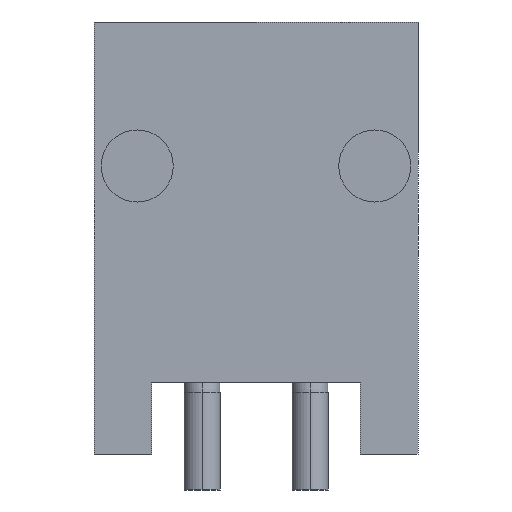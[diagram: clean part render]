
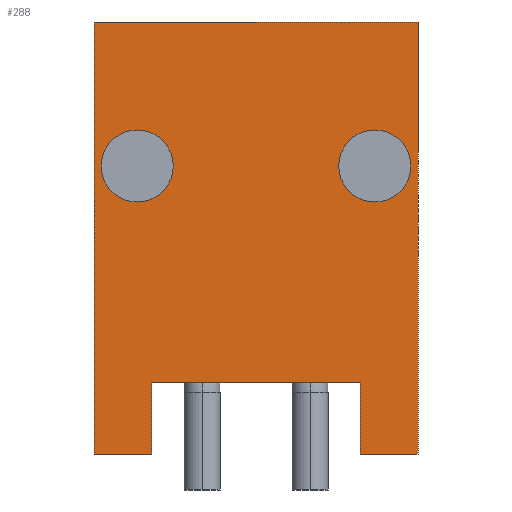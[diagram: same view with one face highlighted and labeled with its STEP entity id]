
A CAD part, front view. The second image highlights one B-rep face of the part: STEP entity #288.
In plain terms, the highlighted planar face has unit normal (0, -1, 0).
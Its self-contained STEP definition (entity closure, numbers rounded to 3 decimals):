
#37 = VERTEX_POINT ( 'NONE', #936 ) ;
#39 = EDGE_CURVE ( 'NONE', #40, #37, #935, .T. ) ;
#40 = VERTEX_POINT ( 'NONE', #930 ) ;
#57 = VERTEX_POINT ( 'NONE', #849 ) ;
#103 = VERTEX_POINT ( 'NONE', #862 ) ;
#105 = EDGE_CURVE ( 'NONE', #103, #106, #831, .T. ) ;
#106 = VERTEX_POINT ( 'NONE', #826 ) ;
#145 = VERTEX_POINT ( 'NONE', #1036 ) ;
#147 = EDGE_CURVE ( 'NONE', #167, #145, #1034, .T. ) ;
#167 = VERTEX_POINT ( 'NONE', #971 ) ;
#169 = EDGE_CURVE ( 'NONE', #170, #167, #970, .T. ) ;
#170 = VERTEX_POINT ( 'NONE', #966 ) ;
#288 = ADVANCED_FACE ( 'NONE', ( #1572, #1571, #1541 ), #1465, .F. ) ;
#289 = EDGE_LOOP ( 'NONE', ( #290, #291 ) ) ;
#290 = ORIENTED_EDGE ( 'NONE', *, *, #39, .T. ) ;
#291 = ORIENTED_EDGE ( 'NONE', *, *, #292, .T. ) ;
#292 = EDGE_CURVE ( 'NONE', #37, #40, #1460, .T. ) ;
#293 = EDGE_LOOP ( 'NONE', ( #294, #302, #304, #305, #308, #311, #313, #314 ) ) ;
#294 = ORIENTED_EDGE ( 'NONE', *, *, #295, .F. ) ;
#295 = EDGE_CURVE ( 'NONE', #296, #145, #1455, .T. ) ;
#296 = VERTEX_POINT ( 'NONE', #1451 ) ;
#302 = ORIENTED_EDGE ( 'NONE', *, *, #303, .F. ) ;
#303 = EDGE_CURVE ( 'NONE', #430, #296, #1602, .T. ) ;
#304 = ORIENTED_EDGE ( 'NONE', *, *, #429, .T. ) ;
#305 = ORIENTED_EDGE ( 'NONE', *, *, #306, .T. ) ;
#306 = EDGE_CURVE ( 'NONE', #57, #307, #1594, .T. ) ;
#307 = VERTEX_POINT ( 'NONE', #1531 ) ;
#308 = ORIENTED_EDGE ( 'NONE', *, *, #309, .F. ) ;
#309 = EDGE_CURVE ( 'NONE', #310, #307, #1530, .T. ) ;
#310 = VERTEX_POINT ( 'NONE', #1526 ) ;
#311 = ORIENTED_EDGE ( 'NONE', *, *, #312, .F. ) ;
#312 = EDGE_CURVE ( 'NONE', #170, #310, #1525, .T. ) ;
#313 = ORIENTED_EDGE ( 'NONE', *, *, #169, .T. ) ;
#314 = ORIENTED_EDGE ( 'NONE', *, *, #147, .T. ) ;
#315 = EDGE_LOOP ( 'NONE', ( #316, #331 ) ) ;
#316 = ORIENTED_EDGE ( 'NONE', *, *, #330, .F. ) ;
#330 = EDGE_CURVE ( 'NONE', #106, #103, #1485, .T. ) ;
#331 = ORIENTED_EDGE ( 'NONE', *, *, #105, .F. ) ;
#429 = EDGE_CURVE ( 'NONE', #430, #57, #1806, .T. ) ;
#430 = VERTEX_POINT ( 'NONE', #1802 ) ;
#826 = CARTESIAN_POINT ( 'NONE',  ( 1.65, 0., 4.5 ) ) ;
#827 = DIRECTION ( 'NONE',  ( 0., 0., 1. ) ) ;
#828 = DIRECTION ( 'NONE',  ( 0., -1., 0. ) ) ;
#829 = CARTESIAN_POINT ( 'NONE',  ( 1.65, 0., 4. ) ) ;
#830 = AXIS2_PLACEMENT_3D ( 'NONE', #829, #828, #827 ) ;
#831 = CIRCLE ( 'NONE', #830, 0.5 ) ;
#849 = CARTESIAN_POINT ( 'NONE',  ( 1.45, 0., 1. ) ) ;
#862 = CARTESIAN_POINT ( 'NONE',  ( 1.65, 0., 3.5 ) ) ;
#930 = CARTESIAN_POINT ( 'NONE',  ( -1.65, 0., 4.5 ) ) ;
#931 = DIRECTION ( 'NONE',  ( 0., 0., -1. ) ) ;
#932 = DIRECTION ( 'NONE',  ( 0., 1., 0. ) ) ;
#933 = CARTESIAN_POINT ( 'NONE',  ( -1.65, 0., 4. ) ) ;
#934 = AXIS2_PLACEMENT_3D ( 'NONE', #933, #932, #931 ) ;
#935 = CIRCLE ( 'NONE', #934, 0.5 ) ;
#936 = CARTESIAN_POINT ( 'NONE',  ( -1.65, 0., 3.5 ) ) ;
#966 = CARTESIAN_POINT ( 'NONE',  ( 2.25, 0., 6. ) ) ;
#967 = DIRECTION ( 'NONE',  ( -1., 0., 0. ) ) ;
#968 = VECTOR ( 'NONE', #967, 1000. ) ;
#969 = CARTESIAN_POINT ( 'NONE',  ( 2.25, 0., 6. ) ) ;
#970 = LINE ( 'NONE', #969, #968 ) ;
#971 = CARTESIAN_POINT ( 'NONE',  ( -2.25, 0., 6. ) ) ;
#1031 = DIRECTION ( 'NONE',  ( 0., 0., -1. ) ) ;
#1032 = VECTOR ( 'NONE', #1031, 1000. ) ;
#1033 = CARTESIAN_POINT ( 'NONE',  ( -2.25, 0., 0. ) ) ;
#1034 = LINE ( 'NONE', #1033, #1032 ) ;
#1036 = CARTESIAN_POINT ( 'NONE',  ( -2.25, 0., 0. ) ) ;
#1451 = CARTESIAN_POINT ( 'NONE',  ( -1.45, 0., 0. ) ) ;
#1452 = DIRECTION ( 'NONE',  ( -1., 0., 0. ) ) ;
#1453 = VECTOR ( 'NONE', #1452, 1000. ) ;
#1454 = CARTESIAN_POINT ( 'NONE',  ( 2.25, 0., 0. ) ) ;
#1455 = LINE ( 'NONE', #1454, #1453 ) ;
#1456 = DIRECTION ( 'NONE',  ( 0., 0., -1. ) ) ;
#1457 = DIRECTION ( 'NONE',  ( 0., 1., 0. ) ) ;
#1458 = CARTESIAN_POINT ( 'NONE',  ( -1.65, 0., 4. ) ) ;
#1459 = AXIS2_PLACEMENT_3D ( 'NONE', #1458, #1457, #1456 ) ;
#1460 = CIRCLE ( 'NONE', #1459, 0.5 ) ;
#1461 = DIRECTION ( 'NONE',  ( 0., 0., 1. ) ) ;
#1462 = DIRECTION ( 'NONE',  ( 0., 1., 0. ) ) ;
#1463 = CARTESIAN_POINT ( 'NONE',  ( 2.25, 0., 0. ) ) ;
#1464 = AXIS2_PLACEMENT_3D ( 'NONE', #1463, #1462, #1461 ) ;
#1465 = PLANE ( 'NONE',  #1464 ) ;
#1481 = DIRECTION ( 'NONE',  ( 0., 0., 1. ) ) ;
#1482 = DIRECTION ( 'NONE',  ( 0., -1., 0. ) ) ;
#1483 = CARTESIAN_POINT ( 'NONE',  ( 1.65, 0., 4. ) ) ;
#1484 = AXIS2_PLACEMENT_3D ( 'NONE', #1483, #1482, #1481 ) ;
#1485 = CIRCLE ( 'NONE', #1484, 0.5 ) ;
#1522 = DIRECTION ( 'NONE',  ( 0., 0., -1. ) ) ;
#1523 = VECTOR ( 'NONE', #1522, 1000. ) ;
#1524 = CARTESIAN_POINT ( 'NONE',  ( 2.25, 0., 0. ) ) ;
#1525 = LINE ( 'NONE', #1524, #1523 ) ;
#1526 = CARTESIAN_POINT ( 'NONE',  ( 2.25, 0., 0. ) ) ;
#1527 = DIRECTION ( 'NONE',  ( -1., 0., 0. ) ) ;
#1528 = VECTOR ( 'NONE', #1527, 1000. ) ;
#1529 = CARTESIAN_POINT ( 'NONE',  ( 2.25, 0., 0. ) ) ;
#1530 = LINE ( 'NONE', #1529, #1528 ) ;
#1531 = CARTESIAN_POINT ( 'NONE',  ( 1.45, 0., 0. ) ) ;
#1532 = DIRECTION ( 'NONE',  ( 0., 0., -1. ) ) ;
#1541 = FACE_BOUND ( 'NONE', #315, .T. ) ;
#1571 = FACE_OUTER_BOUND ( 'NONE', #293, .T. ) ;
#1572 = FACE_BOUND ( 'NONE', #289, .T. ) ;
#1592 = VECTOR ( 'NONE', #1532, 1000. ) ;
#1593 = CARTESIAN_POINT ( 'NONE',  ( 1.45, 0., 1. ) ) ;
#1594 = LINE ( 'NONE', #1593, #1592 ) ;
#1595 = DIRECTION ( 'NONE',  ( 0., 0., -1. ) ) ;
#1596 = VECTOR ( 'NONE', #1595, 1000. ) ;
#1597 = CARTESIAN_POINT ( 'NONE',  ( -1.45, 0., 1. ) ) ;
#1602 = LINE ( 'NONE', #1597, #1596 ) ;
#1802 = CARTESIAN_POINT ( 'NONE',  ( -1.45, 0., 1. ) ) ;
#1803 = DIRECTION ( 'NONE',  ( 1., 0., 0. ) ) ;
#1804 = VECTOR ( 'NONE', #1803, 1000. ) ;
#1805 = CARTESIAN_POINT ( 'NONE',  ( -3.776, 0., 1. ) ) ;
#1806 = LINE ( 'NONE', #1805, #1804 ) ;
